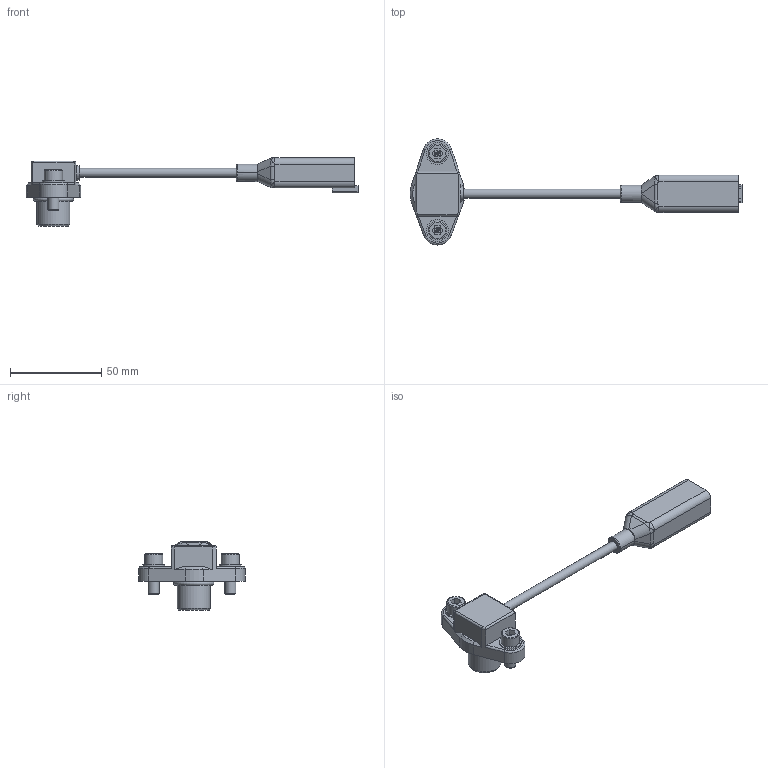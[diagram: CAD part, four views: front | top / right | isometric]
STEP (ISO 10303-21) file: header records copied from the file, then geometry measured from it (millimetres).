
FILE_DESCRIPTION(/* description */ (''),/* implementation_level */ '2;1');
FILE_NAME(/* name */ 'H1816SFOR0.43DT04外形图.stp',/* time_stamp */ '2024-10-22T10:21:11+08:00',/* author */ (''),/* organization */ (''),/* preprocessor_version */ 'ST-DEVELOPER v16.7',/* originating_system */ 'SIEMENS PLM Software NX 12.0',/* authorisation */ '');
FILE_SCHEMA (('AP203_CONFIGURATION_CONTROLLED_3D_DESIGN_OF_MECHANICAL_PARTS_AND_ASSEMBLIES_MIM_LF { 1 0 10303 403 2 1 2}'));
Length unit declared in the file: millimetre
Products named in the file (1): Dell4C8C2E17qjih
Bounding box: 181.5 x 57.97 x 37.45 mm (x, y, z)
Volume: 35756 mm3; surface area: 15840.4 mm2
Topology: 6 solids, 7 shells, 328 faces, 828 edges, 525 vertices
Faces by surface type: plane 171, cylinder 81, bspline 37, torus 11, cone 10, extrusion 10, sphere 8
Full cylindrical faces by diameter (mm): 5 x1, 6 x2, 7 x4, 8 x1, 10 x2, 12 x2, 18 x1
Entity records: 12442 total; most frequent: CARTESIAN_POINT 3153, ORIENTED_EDGE 1570, DIRECTION 1429, EDGE_CURVE 785, VERTEX_POINT 523, AXIS2_PLACEMENT_3D 481, VECTOR 467, LINE 457
